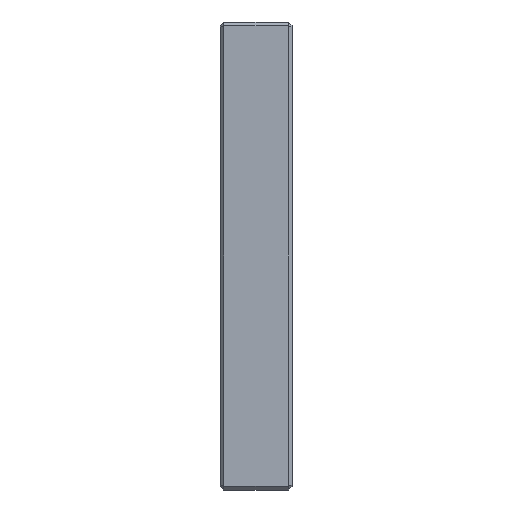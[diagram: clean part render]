
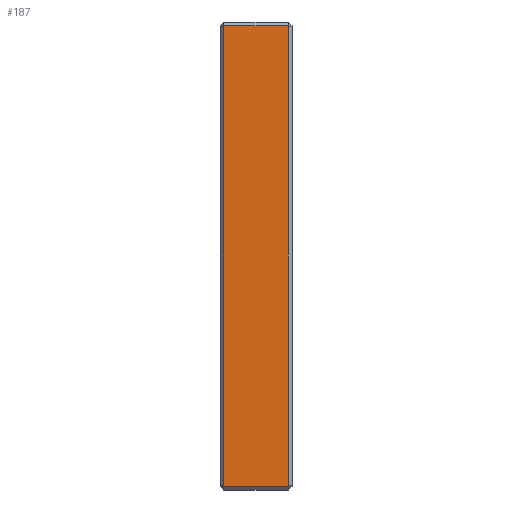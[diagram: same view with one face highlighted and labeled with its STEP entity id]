
A CAD part, left-side view. The second image highlights one B-rep face of the part: STEP entity #187.
In plain terms, the highlighted planar face has unit normal (-1, 0, 0).
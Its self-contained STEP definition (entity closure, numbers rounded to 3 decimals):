
#114 = DIRECTION ( 'NONE',  ( 0., 0., 1. ) ) ;
#150 = VERTEX_POINT ( 'NONE', #1079 ) ;
#187 = ADVANCED_FACE ( 'NONE', ( #1350 ), #969, .F. ) ;
#261 = CARTESIAN_POINT ( 'NONE',  ( -32.5, 5., 32. ) ) ;
#270 = CARTESIAN_POINT ( 'NONE',  ( -32.5, 5., -32. ) ) ;
#274 = VERTEX_POINT ( 'NONE', #1186 ) ;
#297 = DIRECTION ( 'NONE',  ( 0., 1., 0. ) ) ;
#375 = LINE ( 'NONE', #261, #428 ) ;
#414 = ORIENTED_EDGE ( 'NONE', *, *, #2326, .T. ) ;
#428 = VECTOR ( 'NONE', #297, 1000. ) ;
#483 = EDGE_CURVE ( 'NONE', #274, #497, #1659, .T. ) ;
#497 = VERTEX_POINT ( 'NONE', #700 ) ;
#620 = CARTESIAN_POINT ( 'NONE',  ( -32.5, 4.5, 32. ) ) ;
#700 = CARTESIAN_POINT ( 'NONE',  ( -32.5, -4.5, 32. ) ) ;
#708 = LINE ( 'NONE', #1488, #1978 ) ;
#771 = DIRECTION ( 'NONE',  ( 0., 0., -1. ) ) ;
#822 = AXIS2_PLACEMENT_3D ( 'NONE', #2183, #2144, #771 ) ;
#907 = VECTOR ( 'NONE', #114, 1000. ) ;
#969 = PLANE ( 'NONE',  #822 ) ;
#1040 = ORIENTED_EDGE ( 'NONE', *, *, #483, .T. ) ;
#1079 = CARTESIAN_POINT ( 'NONE',  ( -32.5, 4.5, -32. ) ) ;
#1174 = DIRECTION ( 'NONE',  ( 0., 0., -1. ) ) ;
#1177 = VERTEX_POINT ( 'NONE', #620 ) ;
#1186 = CARTESIAN_POINT ( 'NONE',  ( -32.5, -4.5, -32. ) ) ;
#1279 = DIRECTION ( 'NONE',  ( 0., -1., 0. ) ) ;
#1287 = EDGE_CURVE ( 'NONE', #1177, #150, #708, .T. ) ;
#1350 = FACE_OUTER_BOUND ( 'NONE', #2162, .T. ) ;
#1488 = CARTESIAN_POINT ( 'NONE',  ( -32.5, 4.5, -32. ) ) ;
#1554 = ORIENTED_EDGE ( 'NONE', *, *, #1287, .T. ) ;
#1659 = LINE ( 'NONE', #1911, #907 ) ;
#1669 = EDGE_CURVE ( 'NONE', #150, #274, #2092, .T. ) ;
#1911 = CARTESIAN_POINT ( 'NONE',  ( -32.5, -4.5, -32.5 ) ) ;
#1978 = VECTOR ( 'NONE', #1174, 1000. ) ;
#2092 = LINE ( 'NONE', #270, #2187 ) ;
#2144 = DIRECTION ( 'NONE',  ( 1., 0., 0. ) ) ;
#2162 = EDGE_LOOP ( 'NONE', ( #2436, #1040, #414, #1554 ) ) ;
#2183 = CARTESIAN_POINT ( 'NONE',  ( -32.5, 5., -32.5 ) ) ;
#2187 = VECTOR ( 'NONE', #1279, 1000. ) ;
#2326 = EDGE_CURVE ( 'NONE', #497, #1177, #375, .T. ) ;
#2436 = ORIENTED_EDGE ( 'NONE', *, *, #1669, .T. ) ;
